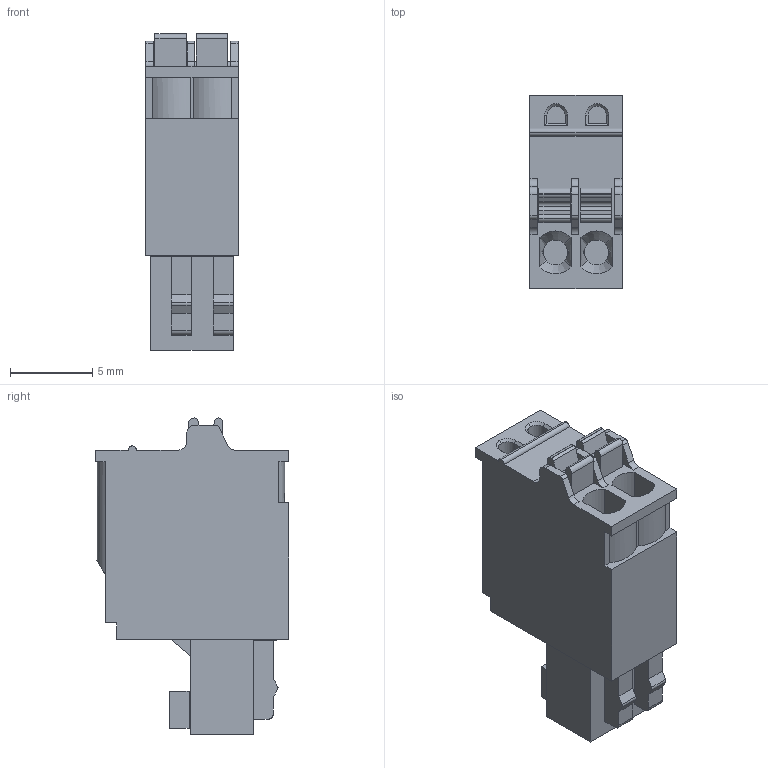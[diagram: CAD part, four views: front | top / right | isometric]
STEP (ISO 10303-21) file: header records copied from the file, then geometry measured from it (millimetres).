
FILE_DESCRIPTION(('CATIA V5R24 STEP','CAx-IF Rec.Pracs.--- Model Styling and Organization---1.2---2011-12-15'),'2;1');
FILE_NAME ('D1462095_0_2438860000_2438860000.stp','2016-04-18T13:49:08+00:00',('none'),('Weidmueller'),'CATIA Version 5-6 Release 2014 SP4','CATIA V5 STEP AP214','none');
FILE_SCHEMA(('AUTOMOTIVE_DESIGN { 1 0 10303 214 1 1 1 1 }'));
Length unit declared in the file: millimetre
Products named in the file (1): 2438860000_BLF 2_50/02/180 SN BK BX
Bounding box: 5.6 x 11.75 x 19.2 mm (x, y, z)
Volume: 799.8 mm3; surface area: 858.2 mm2
Topology: 1 solids, 1 shells, 180 faces, 479 edges, 312 vertices
Faces by surface type: plane 111, cylinder 53, cone 12, bspline 4
Entity records: 6018 total; most frequent: CARTESIAN_POINT 1638, ORIENTED_EDGE 958, DIRECTION 779, EDGE_CURVE 479, VECTOR 351, LINE 351, VERTEX_POINT 312, AXIS2_PLACEMENT_3D 253
